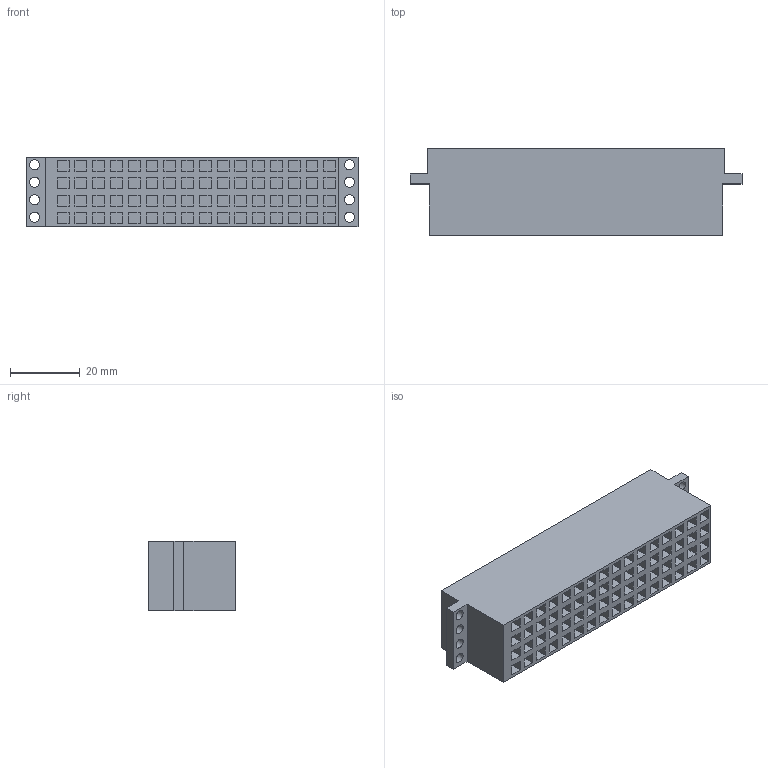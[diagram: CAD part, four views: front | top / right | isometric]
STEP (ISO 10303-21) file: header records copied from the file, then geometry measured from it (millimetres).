
FILE_DESCRIPTION(/* description */ (''),/* implementation_level */ '2;1');
FILE_NAME(/* name */ '100122907ugm000_b.stp',/* time_stamp */ '2016-11-15T10:11:53+01:00',/* author */ (''),/* organization */ (''),/* preprocessor_version */ 'ST-DEVELOPER v16',/* originating_system */ 'SIEMENS PLM Software NX 10.0',/* authorisation */ '');
FILE_SCHEMA (('AUTOMOTIVE_DESIGN { 1 0 10303 214 3 1 1 1 }'));
Length unit declared in the file: millimetre
Products named in the file (1): 100122907ugm000_b
Bounding box: 94.9 x 24.7 x 20 mm (x, y, z)
Volume: 35096.4 mm3; surface area: 17591.6 mm2
Topology: 1 solids, 1 shells, 362 faces, 876 edges, 584 vertices
Faces by surface type: plane 354, cylinder 8
Full cylindrical faces by diameter (mm): 2.85 x8
Entity records: 10380 total; most frequent: CARTESIAN_POINT 1815, ORIENTED_EDGE 1736, DIRECTION 1610, EDGE_CURVE 868, LINE 852, VECTOR 852, VERTEX_POINT 584, EDGE_LOOP 454
